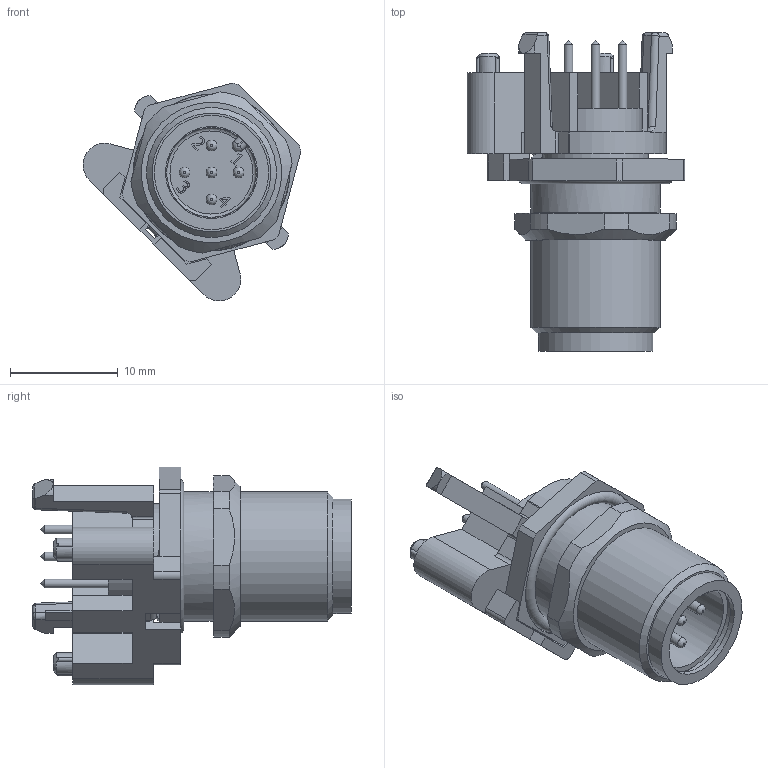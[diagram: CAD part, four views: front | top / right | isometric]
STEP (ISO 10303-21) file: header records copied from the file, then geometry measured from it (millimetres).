
FILE_DESCRIPTION(/* description */ (''),/* implementation_level */ '2;1');
FILE_NAME(/* name */ '43-01177 _43K1A500.stp',/* time_stamp */ '2016-02-20T15:51:52+01:00',/* author */ ('Bodos'),/* organization */ (''),/* preprocessor_version */ 'ST-DEVELOPER v15.6',/* originating_system */ 'Autodesk Inventor 2015',/* authorisation */ '');
FILE_SCHEMA (('AUTOMOTIVE_DESIGN { 1 0 10303 214 3 1 1 }'));
Length unit declared in the file: centimetre
Products named in the file (1): 43K1A500
Bounding box: 20.17 x 29.5 x 20.17 mm (x, y, z)
Volume: 2.7 mm3; surface area: 4103.3 mm2
Topology: 6 solids, 10 shells, 354 faces, 973 edges, 642 vertices
Faces by surface type: plane 178, cylinder 102, bspline 47, cone 20, torus 7
Full cylindrical faces by diameter (mm): 0.8 x5, 1 x5, 2 x5, 8.3 x1, 8.5 x1, 9.8 x2, 10 x2, 10.6 x1, 11.1 x2, 12 x3
Entity records: 11826 total; most frequent: CARTESIAN_POINT 2993, ORIENTED_EDGE 1776, DIRECTION 1628, EDGE_CURVE 884, VERTEX_POINT 605, AXIS2_PLACEMENT_3D 553, LINE 522, VECTOR 522
